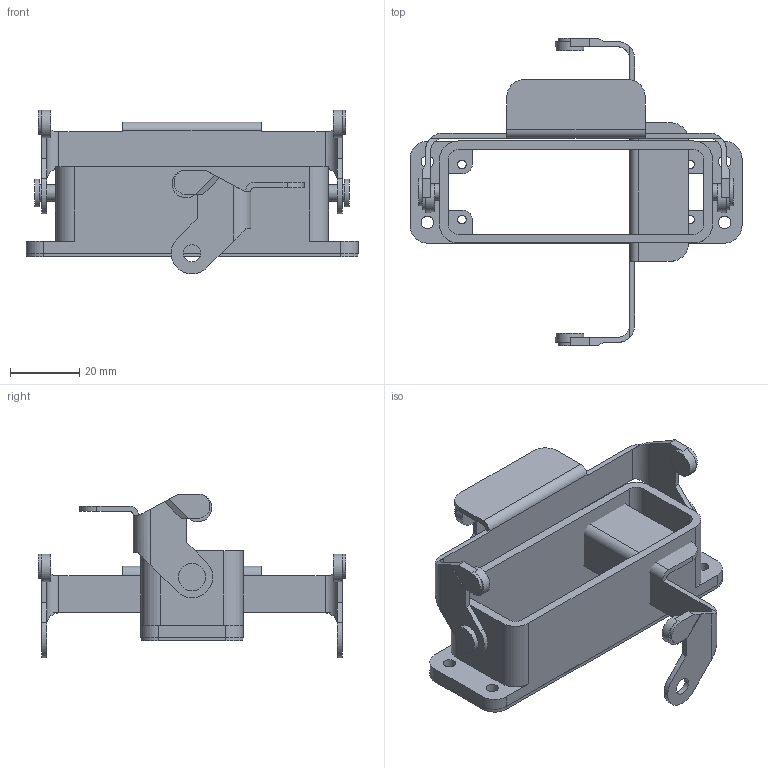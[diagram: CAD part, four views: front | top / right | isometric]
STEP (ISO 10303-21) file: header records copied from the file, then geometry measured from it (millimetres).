
FILE_DESCRIPTION( ( 'Unknown' ), '1' );
FILE_NAME( 'H_A_16_AG_ASM_C.stp', 'Unknown', ( 'Unknown' ), ( 'Unknown' ), 'PSStep 11.0', 'Unknown', ' ' );
FILE_SCHEMA( ( 'AUTOMOTIVE_DESIGN { 1 0 10303 214 1 1 1 1 }' ) );
Length unit declared in the file: millimetre
Products named in the file (3): Assem1; H_A_16_AG_C; H_A_16_LB_C
Bounding box: 96 x 88.8 x 47.38 mm (x, y, z)
Volume: 42019 mm3; surface area: 38408.2 mm2
Topology: 4 solids, 4 shells, 284 faces, 784 edges, 528 vertices
Faces by surface type: plane 164, cylinder 120
Full cylindrical faces by diameter (mm): 2.459 x8, 3.58 x8, 3.6 x8, 4.7 x4, 5 x4, 8 x8
Entity records: 5554 total; most frequent: DIRECTION 772, CARTESIAN_POINT 749, ORIENTED_EDGE 712, EDGE_CURVE 356, AXIS2_PLACEMENT_3D 271, VERTEX_POINT 248, LINE 230, VECTOR 230
